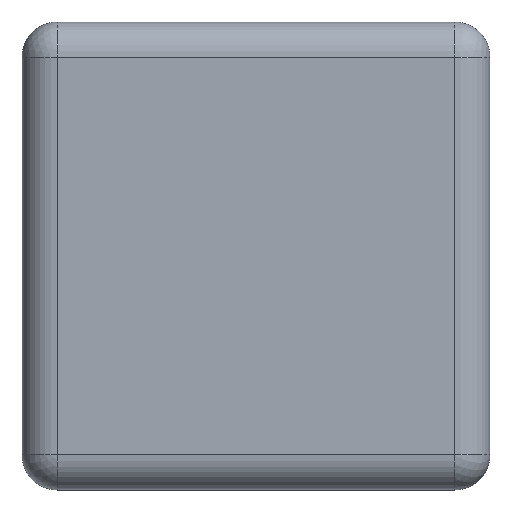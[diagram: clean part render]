
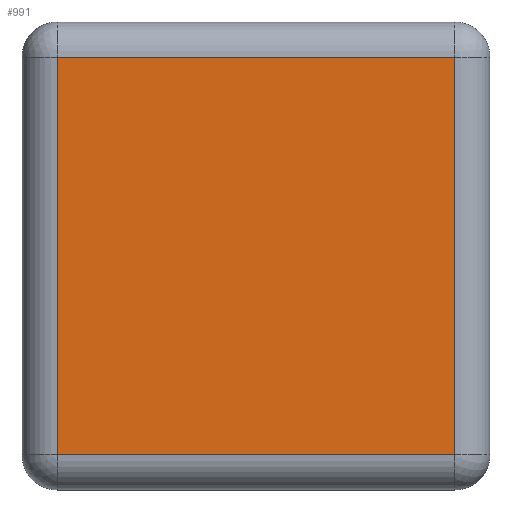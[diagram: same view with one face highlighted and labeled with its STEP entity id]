
A CAD part, top view. The second image highlights one B-rep face of the part: STEP entity #991.
In plain terms, the highlighted planar face has unit normal (0, 0, 1).
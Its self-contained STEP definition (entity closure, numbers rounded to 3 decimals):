
#59=PLANE('',#1114);
#110=FACE_OUTER_BOUND('',#170,.T.);
#170=EDGE_LOOP('',(#850,#851,#852,#853));
#295=LINE('',#1757,#377);
#299=LINE('',#1770,#381);
#301=LINE('',#1773,#383);
#303=LINE('',#1776,#385);
#377=VECTOR('',#1352,10.);
#381=VECTOR('',#1368,10.);
#383=VECTOR('',#1372,10.);
#385=VECTOR('',#1376,10.);
#479=VERTEX_POINT('',#1728);
#482=VERTEX_POINT('',#1738);
#485=VERTEX_POINT('',#1748);
#488=VERTEX_POINT('',#1761);
#613=EDGE_CURVE('',#479,#485,#295,.T.);
#620=EDGE_CURVE('',#485,#488,#299,.T.);
#622=EDGE_CURVE('',#488,#482,#301,.T.);
#624=EDGE_CURVE('',#482,#479,#303,.T.);
#850=ORIENTED_EDGE('',*,*,#613,.F.);
#851=ORIENTED_EDGE('',*,*,#624,.F.);
#852=ORIENTED_EDGE('',*,*,#622,.F.);
#853=ORIENTED_EDGE('',*,*,#620,.F.);
#991=ADVANCED_FACE('',(#110),#59,.T.);
#1114=AXIS2_PLACEMENT_3D('',#1780,#1382,#1383);
#1352=DIRECTION('',(0.,-1.,0.));
#1368=DIRECTION('',(-1.,0.,0.));
#1372=DIRECTION('',(0.,1.,0.));
#1376=DIRECTION('',(1.,0.,0.));
#1382=DIRECTION('center_axis',(0.,0.,1.));
#1383=DIRECTION('ref_axis',(1.,0.,0.));
#1728=CARTESIAN_POINT('',(17.,17.,4.));
#1738=CARTESIAN_POINT('',(-17.,17.,4.));
#1748=CARTESIAN_POINT('',(17.,-17.,4.));
#1757=CARTESIAN_POINT('',(17.,-10.,4.));
#1761=CARTESIAN_POINT('',(-17.,-17.,4.));
#1770=CARTESIAN_POINT('',(-10.,-17.,4.));
#1773=CARTESIAN_POINT('',(-17.,10.,4.));
#1776=CARTESIAN_POINT('',(10.,17.,4.));
#1780=CARTESIAN_POINT('Origin',(0.,0.,4.));
